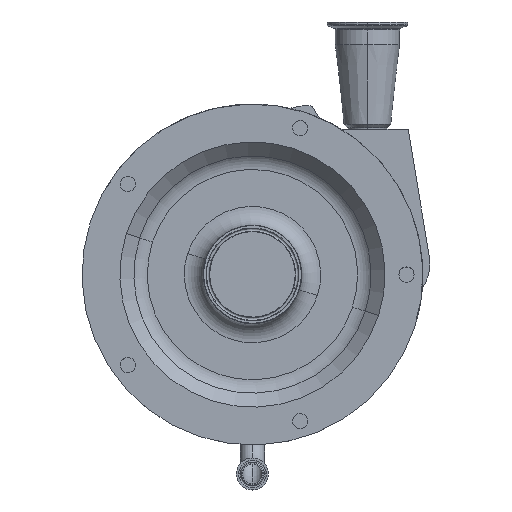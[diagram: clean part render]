
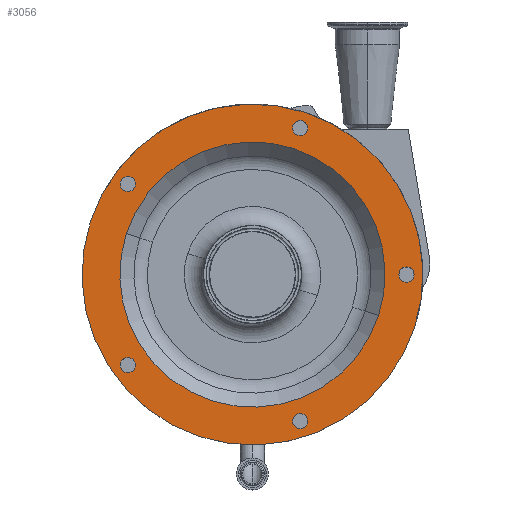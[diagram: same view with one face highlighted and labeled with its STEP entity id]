
A CAD part, top view. The second image highlights one B-rep face of the part: STEP entity #3056.
In plain terms, the highlighted planar face has unit normal (0, 0, 1).
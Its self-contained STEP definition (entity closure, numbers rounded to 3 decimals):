
#16 = EDGE_CURVE ( 'NONE', #5011, #6479, #16580, .T. ) ;
#35 = DIRECTION ( 'NONE',  ( 0., 0., 1. ) ) ;
#327 = EDGE_LOOP ( 'NONE', ( #1769, #12623 ) ) ;
#332 = EDGE_CURVE ( 'NONE', #2194, #2220, #14739, .T. ) ;
#462 = EDGE_CURVE ( 'NONE', #11660, #1164, #16891, .T. ) ;
#526 = DIRECTION ( 'NONE',  ( 0., -1., 0. ) ) ;
#562 = EDGE_CURVE ( 'NONE', #5174, #15272, #9210, .T. ) ;
#601 = ORIENTED_EDGE ( 'NONE', *, *, #15713, .F. ) ;
#632 = FACE_BOUND ( 'NONE', #4938, .T. ) ;
#717 = EDGE_LOOP ( 'NONE', ( #15070, #3404 ) ) ;
#964 = EDGE_CURVE ( 'NONE', #2220, #2194, #16591, .T. ) ;
#1093 = AXIS2_PLACEMENT_3D ( 'NONE', #17414, #11541, #13004 ) ;
#1159 = CARTESIAN_POINT ( 'NONE',  ( -95.173, 76.564, 222. ) ) ;
#1164 = VERTEX_POINT ( 'NONE', #6557 ) ;
#1229 = CARTESIAN_POINT ( 'NONE',  ( -99.861, 32.447, 222. ) ) ;
#1377 = CARTESIAN_POINT ( 'NONE',  ( -98.7, 71.71, 222. ) ) ;
#1429 = EDGE_CURVE ( 'NONE', #6479, #5011, #9118, .T. ) ;
#1556 = VERTEX_POINT ( 'NONE', #16898 ) ;
#1769 = ORIENTED_EDGE ( 'NONE', *, *, #16, .T. ) ;
#1818 = EDGE_CURVE ( 'NONE', #1556, #9187, #15589, .T. ) ;
#2061 = DIRECTION ( 'NONE',  ( 0., 0., 1. ) ) ;
#2063 = CARTESIAN_POINT ( 'NONE',  ( -102.227, 66.856, 222. ) ) ;
#2113 = CARTESIAN_POINT ( 'NONE',  ( 31.994, 117.883, 222. ) ) ;
#2169 = DIRECTION ( 'NONE',  ( 0., 0., -1. ) ) ;
#2194 = VERTEX_POINT ( 'NONE', #3939 ) ;
#2220 = VERTEX_POINT ( 'NONE', #7018 ) ;
#2504 = EDGE_LOOP ( 'NONE', ( #16684, #16603 ) ) ;
#2993 = AXIS2_PLACEMENT_3D ( 'NONE', #1377, #11709, #17376 ) ;
#3003 = VERTEX_POINT ( 'NONE', #2063 ) ;
#3011 = CIRCLE ( 'NONE', #14736, 6. ) ;
#3056 = ADVANCED_FACE ( 'NONE', ( #3320, #632, #13644, #15098, #18337, #12303, #16630 ), #9507, .F. ) ;
#3166 = DIRECTION ( 'NONE',  ( -0.951, -0.309, 0. ) ) ;
#3320 = FACE_OUTER_BOUND ( 'NONE', #327, .T. ) ;
#3404 = ORIENTED_EDGE ( 'NONE', *, *, #332, .F. ) ;
#3449 = EDGE_CURVE ( 'NONE', #16870, #6153, #9427, .T. ) ;
#3496 = DIRECTION ( 'NONE',  ( 0., 0., 1. ) ) ;
#3724 = DIRECTION ( 'NONE',  ( 0., 0., 1. ) ) ;
#3894 = AXIS2_PLACEMENT_3D ( 'NONE', #9522, #15112, #13566 ) ;
#3939 = CARTESIAN_POINT ( 'NONE',  ( 43.406, -114.175, 222. ) ) ;
#3998 = ORIENTED_EDGE ( 'NONE', *, *, #462, .F. ) ;
#4147 = AXIS2_PLACEMENT_3D ( 'NONE', #17193, #10154, #15749 ) ;
#4732 = VERTEX_POINT ( 'NONE', #1159 ) ;
#4805 = AXIS2_PLACEMENT_3D ( 'NONE', #15146, #7722, #6069 ) ;
#4938 = EDGE_LOOP ( 'NONE', ( #13636, #17859 ) ) ;
#5011 = VERTEX_POINT ( 'NONE', #12352 ) ;
#5174 = VERTEX_POINT ( 'NONE', #8193 ) ;
#5467 = AXIS2_PLACEMENT_3D ( 'NONE', #10831, #3496, #11572 ) ;
#6069 = DIRECTION ( 'NONE',  ( 0., -1., 0. ) ) ;
#6153 = VERTEX_POINT ( 'NONE', #9395 ) ;
#6231 = EDGE_CURVE ( 'NONE', #15272, #5174, #12794, .T. ) ;
#6278 = CARTESIAN_POINT ( 'NONE',  ( -98.7, 71.71, 222. ) ) ;
#6479 = VERTEX_POINT ( 'NONE', #17743 ) ;
#6513 = DIRECTION ( 'NONE',  ( 0.951, -0.309, 0. ) ) ;
#6557 = CARTESIAN_POINT ( 'NONE',  ( 43.406, 114.175, 222. ) ) ;
#7018 = CARTESIAN_POINT ( 'NONE',  ( 31.994, -117.883, 222. ) ) ;
#7722 = DIRECTION ( 'NONE',  ( 0., 0., 1. ) ) ;
#7918 = DIRECTION ( 'NONE',  ( 0., 0., 1. ) ) ;
#7949 = DIRECTION ( 'NONE',  ( 0., 0., 1. ) ) ;
#8074 = CARTESIAN_POINT ( 'NONE',  ( 37.7, -116.029, 222. ) ) ;
#8193 = CARTESIAN_POINT ( 'NONE',  ( -102.227, -66.856, 222. ) ) ;
#9104 = AXIS2_PLACEMENT_3D ( 'NONE', #9598, #2169, #526 ) ;
#9118 = CIRCLE ( 'NONE', #12512, 135. ) ;
#9157 = CARTESIAN_POINT ( 'NONE',  ( 37.7, -116.029, 222. ) ) ;
#9187 = VERTEX_POINT ( 'NONE', #17342 ) ;
#9210 = CIRCLE ( 'NONE', #11968, 6. ) ;
#9367 = ORIENTED_EDGE ( 'NONE', *, *, #6231, .F. ) ;
#9395 = CARTESIAN_POINT ( 'NONE',  ( 99.861, -32.447, 222. ) ) ;
#9427 = CIRCLE ( 'NONE', #1093, 105. ) ;
#9507 = PLANE ( 'NONE',  #9104 ) ;
#9522 = CARTESIAN_POINT ( 'NONE',  ( 122., 0., 222. ) ) ;
#9598 = CARTESIAN_POINT ( 'NONE',  ( 12.052, 37.091, 222. ) ) ;
#9773 = CIRCLE ( 'NONE', #2993, 6. ) ;
#10154 = DIRECTION ( 'NONE',  ( 0., 0., 1. ) ) ;
#10831 = CARTESIAN_POINT ( 'NONE',  ( 0., 0., 222. ) ) ;
#10838 = CARTESIAN_POINT ( 'NONE',  ( 0., 0., 222. ) ) ;
#11326 = CARTESIAN_POINT ( 'NONE',  ( -98.7, -71.71, 222. ) ) ;
#11541 = DIRECTION ( 'NONE',  ( 0., 0., 1. ) ) ;
#11572 = DIRECTION ( 'NONE',  ( 0.951, -0.309, 0. ) ) ;
#11634 = DIRECTION ( 'NONE',  ( 0.951, -0.309, 0. ) ) ;
#11660 = VERTEX_POINT ( 'NONE', #2113 ) ;
#11709 = DIRECTION ( 'NONE',  ( 0., 0., 1. ) ) ;
#11795 = DIRECTION ( 'NONE',  ( -0.588, 0.809, 0. ) ) ;
#11968 = AXIS2_PLACEMENT_3D ( 'NONE', #11326, #35, #11795 ) ;
#12303 = FACE_BOUND ( 'NONE', #16957, .T. ) ;
#12352 = CARTESIAN_POINT ( 'NONE',  ( 128.393, -41.717, 222. ) ) ;
#12512 = AXIS2_PLACEMENT_3D ( 'NONE', #10838, #2061, #6513 ) ;
#12571 = CARTESIAN_POINT ( 'NONE',  ( 37.7, 116.029, 222. ) ) ;
#12623 = ORIENTED_EDGE ( 'NONE', *, *, #1429, .T. ) ;
#12794 = CIRCLE ( 'NONE', #4147, 6. ) ;
#12898 = AXIS2_PLACEMENT_3D ( 'NONE', #9157, #18001, #3166 ) ;
#13004 = DIRECTION ( 'NONE',  ( 0.951, -0.309, 0. ) ) ;
#13198 = AXIS2_PLACEMENT_3D ( 'NONE', #8074, #16942, #17110 ) ;
#13566 = DIRECTION ( 'NONE',  ( 0., -1., 0. ) ) ;
#13636 = ORIENTED_EDGE ( 'NONE', *, *, #13922, .F. ) ;
#13644 = FACE_BOUND ( 'NONE', #717, .T. ) ;
#13703 = ORIENTED_EDGE ( 'NONE', *, *, #562, .F. ) ;
#13922 = EDGE_CURVE ( 'NONE', #9187, #1556, #15290, .T. ) ;
#14310 = CARTESIAN_POINT ( 'NONE',  ( 37.7, 116.029, 222. ) ) ;
#14380 = CIRCLE ( 'NONE', #16854, 6. ) ;
#14477 = EDGE_LOOP ( 'NONE', ( #601, #16968 ) ) ;
#14736 = AXIS2_PLACEMENT_3D ( 'NONE', #6278, #7918, #16486 ) ;
#14739 = CIRCLE ( 'NONE', #13198, 6. ) ;
#15030 = CIRCLE ( 'NONE', #5467, 105. ) ;
#15070 = ORIENTED_EDGE ( 'NONE', *, *, #964, .F. ) ;
#15088 = DIRECTION ( 'NONE',  ( 0.951, -0.309, 0. ) ) ;
#15098 = FACE_BOUND ( 'NONE', #16753, .T. ) ;
#15112 = DIRECTION ( 'NONE',  ( 0., 0., 1. ) ) ;
#15146 = CARTESIAN_POINT ( 'NONE',  ( 122., 0., 222. ) ) ;
#15272 = VERTEX_POINT ( 'NONE', #18095 ) ;
#15290 = CIRCLE ( 'NONE', #3894, 6. ) ;
#15547 = EDGE_CURVE ( 'NONE', #1164, #11660, #14380, .T. ) ;
#15589 = CIRCLE ( 'NONE', #4805, 6. ) ;
#15713 = EDGE_CURVE ( 'NONE', #6153, #16870, #15030, .T. ) ;
#15749 = DIRECTION ( 'NONE',  ( -0.588, 0.809, 0. ) ) ;
#16120 = EDGE_CURVE ( 'NONE', #3003, #4732, #3011, .T. ) ;
#16254 = AXIS2_PLACEMENT_3D ( 'NONE', #17787, #17402, #11634 ) ;
#16486 = DIRECTION ( 'NONE',  ( 0.588, 0.809, 0. ) ) ;
#16580 = CIRCLE ( 'NONE', #16254, 135. ) ;
#16591 = CIRCLE ( 'NONE', #12898, 6. ) ;
#16603 = ORIENTED_EDGE ( 'NONE', *, *, #16120, .F. ) ;
#16630 = FACE_BOUND ( 'NONE', #14477, .T. ) ;
#16684 = ORIENTED_EDGE ( 'NONE', *, *, #17397, .F. ) ;
#16753 = EDGE_LOOP ( 'NONE', ( #13703, #9367 ) ) ;
#16854 = AXIS2_PLACEMENT_3D ( 'NONE', #12571, #7949, #15088 ) ;
#16870 = VERTEX_POINT ( 'NONE', #1229 ) ;
#16891 = CIRCLE ( 'NONE', #18110, 6. ) ;
#16898 = CARTESIAN_POINT ( 'NONE',  ( 122., 6., 222. ) ) ;
#16942 = DIRECTION ( 'NONE',  ( 0., 0., 1. ) ) ;
#16957 = EDGE_LOOP ( 'NONE', ( #18376, #3998 ) ) ;
#16968 = ORIENTED_EDGE ( 'NONE', *, *, #3449, .F. ) ;
#17110 = DIRECTION ( 'NONE',  ( -0.951, -0.309, 0. ) ) ;
#17193 = CARTESIAN_POINT ( 'NONE',  ( -98.7, -71.71, 222. ) ) ;
#17342 = CARTESIAN_POINT ( 'NONE',  ( 122., -6., 222. ) ) ;
#17376 = DIRECTION ( 'NONE',  ( 0.588, 0.809, 0. ) ) ;
#17397 = EDGE_CURVE ( 'NONE', #4732, #3003, #9773, .T. ) ;
#17402 = DIRECTION ( 'NONE',  ( 0., 0., 1. ) ) ;
#17414 = CARTESIAN_POINT ( 'NONE',  ( 0., 0., 222. ) ) ;
#17743 = CARTESIAN_POINT ( 'NONE',  ( -128.393, 41.717, 222. ) ) ;
#17787 = CARTESIAN_POINT ( 'NONE',  ( 0., 0., 222. ) ) ;
#17859 = ORIENTED_EDGE ( 'NONE', *, *, #1818, .F. ) ;
#18001 = DIRECTION ( 'NONE',  ( 0., 0., 1. ) ) ;
#18095 = CARTESIAN_POINT ( 'NONE',  ( -95.173, -76.564, 222. ) ) ;
#18110 = AXIS2_PLACEMENT_3D ( 'NONE', #14310, #3724, #18546 ) ;
#18337 = FACE_BOUND ( 'NONE', #2504, .T. ) ;
#18376 = ORIENTED_EDGE ( 'NONE', *, *, #15547, .F. ) ;
#18546 = DIRECTION ( 'NONE',  ( 0.951, -0.309, 0. ) ) ;
